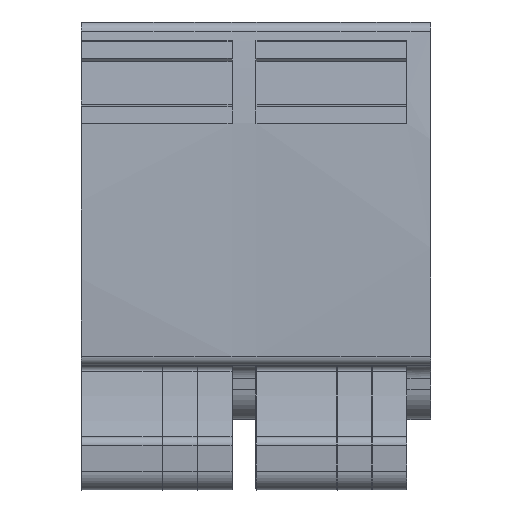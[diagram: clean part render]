
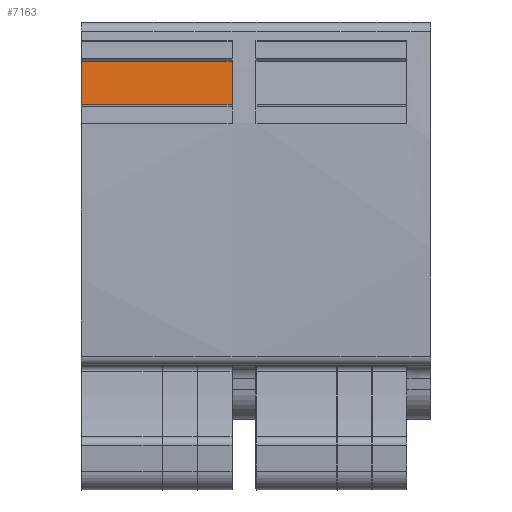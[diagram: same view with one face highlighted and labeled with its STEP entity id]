
A CAD part, front view. The second image highlights one B-rep face of the part: STEP entity #7163.
In plain terms, the highlighted planar face has unit normal (0, -0.996, 0.087).
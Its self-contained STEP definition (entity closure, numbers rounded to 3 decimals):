
#7143=AXIS2_PLACEMENT_3D('Plane Axis2P3D',#7140,#7141,#7142) ;
#4809=CARTESIAN_POINT('Vertex',(0.,4.247,38.33)) ;
#4812=CARTESIAN_POINT('Line Origine',(0.,4.447,40.621)) ;
#4816=CARTESIAN_POINT('Vertex',(0.,4.648,42.913)) ;
#7121=CARTESIAN_POINT('Line Origine',(7.55,4.247,38.33)) ;
#7125=CARTESIAN_POINT('Vertex',(15.1,4.247,38.33)) ;
#7140=CARTESIAN_POINT('Axis2P3D Location',(0.,4.259,38.475)) ;
#7145=CARTESIAN_POINT('Line Origine',(7.55,4.648,42.913)) ;
#7149=CARTESIAN_POINT('Vertex',(15.1,4.648,42.913)) ;
#7152=CARTESIAN_POINT('Line Origine',(15.1,4.447,40.621)) ;
#4813=DIRECTION('Vector Direction',(0.,0.087,0.996)) ;
#7122=DIRECTION('Vector Direction',(-1.,0.,0.)) ;
#7141=DIRECTION('Axis2P3D Direction',(0.,0.996,-0.087)) ;
#7142=DIRECTION('Axis2P3D XDirection',(0.,0.087,0.996)) ;
#7146=DIRECTION('Vector Direction',(-1.,0.,0.)) ;
#7153=DIRECTION('Vector Direction',(0.,-0.087,-0.996)) ;
#4814=VECTOR('Line Direction',#4813,1.) ;
#7123=VECTOR('Line Direction',#7122,1.) ;
#7147=VECTOR('Line Direction',#7146,1.) ;
#7154=VECTOR('Line Direction',#7153,1.) ;
#7158=ORIENTED_EDGE('',*,*,#7151,.T.) ;
#7159=ORIENTED_EDGE('',*,*,#4818,.F.) ;
#7160=ORIENTED_EDGE('',*,*,#7127,.F.) ;
#7161=ORIENTED_EDGE('',*,*,#7156,.T.) ;
#7163=ADVANCED_FACE('V2',(#7162),#7144,.F.) ;
#4818=EDGE_CURVE('',#4810,#4817,#4815,.T.) ;
#7127=EDGE_CURVE('',#7126,#4810,#7124,.T.) ;
#7151=EDGE_CURVE('',#7150,#4817,#7148,.T.) ;
#7156=EDGE_CURVE('',#7126,#7150,#7155,.F.) ;
#7157=EDGE_LOOP('',(#7158,#7159,#7160,#7161)) ;
#7162=FACE_OUTER_BOUND('',#7157,.T.) ;
#4815=LINE('Line',#4812,#4814) ;
#7124=LINE('Line',#7121,#7123) ;
#7148=LINE('Line',#7145,#7147) ;
#7155=LINE('Line',#7152,#7154) ;
#7144=PLANE('',#7143) ;
#4810=VERTEX_POINT('',#4809) ;
#4817=VERTEX_POINT('',#4816) ;
#7126=VERTEX_POINT('',#7125) ;
#7150=VERTEX_POINT('',#7149) ;
